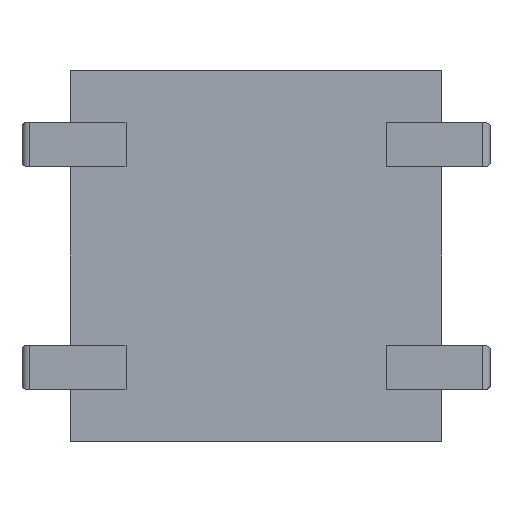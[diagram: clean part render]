
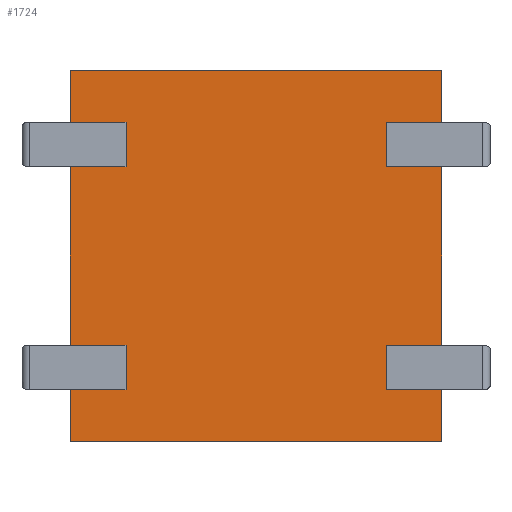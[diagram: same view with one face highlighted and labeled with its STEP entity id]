
A CAD part, front view. The second image highlights one B-rep face of the part: STEP entity #1724.
In plain terms, the highlighted planar face has unit normal (0, -1, 0).
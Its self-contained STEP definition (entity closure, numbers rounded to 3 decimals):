
#1=DIRECTION('',(1.,0.,0.));
#2=VECTOR('',#1,0.75);
#3=CARTESIAN_POINT('',(1.75,0.,1.8));
#4=LINE('',#3,#2);
#5=DIRECTION('',(0.,0.,1.));
#6=VECTOR('',#5,0.6);
#7=CARTESIAN_POINT('',(1.75,0.,1.2));
#8=LINE('',#7,#6);
#9=DIRECTION('',(1.,0.,0.));
#10=VECTOR('',#9,0.75);
#11=CARTESIAN_POINT('',(1.75,0.,1.2));
#12=LINE('',#11,#10);
#13=DIRECTION('',(0.,0.,-1.));
#14=VECTOR('',#13,2.4);
#15=CARTESIAN_POINT('',(2.5,0.,1.2));
#16=LINE('',#15,#14);
#17=DIRECTION('',(1.,0.,0.));
#18=VECTOR('',#17,0.75);
#19=CARTESIAN_POINT('',(1.75,0.,-1.2));
#20=LINE('',#19,#18);
#21=DIRECTION('',(0.,0.,1.));
#22=VECTOR('',#21,0.6);
#23=CARTESIAN_POINT('',(1.75,0.,-1.8));
#24=LINE('',#23,#22);
#25=DIRECTION('',(1.,0.,0.));
#26=VECTOR('',#25,0.75);
#27=CARTESIAN_POINT('',(1.75,0.,-1.8));
#28=LINE('',#27,#26);
#29=DIRECTION('',(0.,0.,-1.));
#30=VECTOR('',#29,0.7);
#31=CARTESIAN_POINT('',(2.5,0.,-1.8));
#32=LINE('',#31,#30);
#33=DIRECTION('',(-1.,0.,0.));
#34=VECTOR('',#33,5.);
#35=CARTESIAN_POINT('',(2.5,0.,-2.5));
#36=LINE('',#35,#34);
#37=DIRECTION('',(0.,0.,1.));
#38=VECTOR('',#37,0.7);
#39=CARTESIAN_POINT('',(-2.5,0.,-2.5));
#40=LINE('',#39,#38);
#41=DIRECTION('',(1.,0.,0.));
#42=VECTOR('',#41,0.75);
#43=CARTESIAN_POINT('',(-2.5,0.,-1.8));
#44=LINE('',#43,#42);
#45=DIRECTION('',(1.,0.,0.));
#46=VECTOR('',#45,0.75);
#47=CARTESIAN_POINT('',(-2.5,0.,-1.2));
#48=LINE('',#47,#46);
#49=DIRECTION('',(0.,0.,1.));
#50=VECTOR('',#49,2.4);
#51=CARTESIAN_POINT('',(-2.5,0.,-1.2));
#52=LINE('',#51,#50);
#53=DIRECTION('',(1.,0.,0.));
#54=VECTOR('',#53,0.75);
#55=CARTESIAN_POINT('',(-2.5,0.,1.2));
#56=LINE('',#55,#54);
#57=DIRECTION('',(1.,0.,0.));
#58=VECTOR('',#57,0.75);
#59=CARTESIAN_POINT('',(-2.5,0.,1.8));
#60=LINE('',#59,#58);
#61=DIRECTION('',(0.,0.,1.));
#62=VECTOR('',#61,0.7);
#63=CARTESIAN_POINT('',(-2.5,0.,1.8));
#64=LINE('',#63,#62);
#65=DIRECTION('',(1.,0.,0.));
#66=VECTOR('',#65,5.);
#67=CARTESIAN_POINT('',(-2.5,0.,2.5));
#68=LINE('',#67,#66);
#69=DIRECTION('',(0.,0.,-1.));
#70=VECTOR('',#69,0.7);
#71=CARTESIAN_POINT('',(2.5,0.,2.5));
#72=LINE('',#71,#70);
#255=DIRECTION('',(0.,0.,1.));
#256=VECTOR('',#255,0.6);
#257=CARTESIAN_POINT('',(-1.75,0.,-1.8));
#258=LINE('',#257,#256);
#259=DIRECTION('',(0.,0.,1.));
#260=VECTOR('',#259,0.6);
#261=CARTESIAN_POINT('',(-1.75,0.,1.2));
#262=LINE('',#261,#260);
#1293=CARTESIAN_POINT('',(-2.5,0.,2.5));
#1294=CARTESIAN_POINT('',(2.5,0.,2.5));
#1295=VERTEX_POINT('',#1293);
#1296=VERTEX_POINT('',#1294);
#1297=CARTESIAN_POINT('',(2.5,0.,-2.5));
#1298=CARTESIAN_POINT('',(-2.5,0.,-2.5));
#1299=VERTEX_POINT('',#1297);
#1300=VERTEX_POINT('',#1298);
#1317=CARTESIAN_POINT('',(-2.5,0.,-1.2));
#1319=VERTEX_POINT('',#1317);
#1321=CARTESIAN_POINT('',(-2.5,0.,-1.8));
#1323=VERTEX_POINT('',#1321);
#1329=CARTESIAN_POINT('',(-2.5,0.,1.8));
#1330=VERTEX_POINT('',#1329);
#1331=CARTESIAN_POINT('',(-2.5,0.,1.2));
#1332=VERTEX_POINT('',#1331);
#1333=CARTESIAN_POINT('',(2.5,0.,-1.2));
#1335=VERTEX_POINT('',#1333);
#1337=CARTESIAN_POINT('',(2.5,0.,-1.8));
#1339=VERTEX_POINT('',#1337);
#1345=CARTESIAN_POINT('',(2.5,0.,1.8));
#1346=VERTEX_POINT('',#1345);
#1347=CARTESIAN_POINT('',(2.5,0.,1.2));
#1348=VERTEX_POINT('',#1347);
#1366=CARTESIAN_POINT('',(-1.75,0.,-1.2));
#1368=VERTEX_POINT('',#1366);
#1370=CARTESIAN_POINT('',(1.75,0.,-1.2));
#1372=VERTEX_POINT('',#1370);
#1374=CARTESIAN_POINT('',(-1.75,0.,-1.8));
#1376=VERTEX_POINT('',#1374);
#1378=CARTESIAN_POINT('',(1.75,0.,-1.8));
#1380=VERTEX_POINT('',#1378);
#1382=CARTESIAN_POINT('',(-1.75,0.,1.8));
#1384=VERTEX_POINT('',#1382);
#1386=CARTESIAN_POINT('',(1.75,0.,1.8));
#1388=VERTEX_POINT('',#1386);
#1390=CARTESIAN_POINT('',(-1.75,0.,1.2));
#1392=VERTEX_POINT('',#1390);
#1394=CARTESIAN_POINT('',(1.75,0.,1.2));
#1396=VERTEX_POINT('',#1394);
#1677=CARTESIAN_POINT('',(0.,0.,0.));
#1678=DIRECTION('',(0.,1.,0.));
#1679=DIRECTION('',(1.,0.,0.));
#1680=AXIS2_PLACEMENT_3D('',#1677,#1678,#1679);
#1681=PLANE('',#1680);
#1683=ORIENTED_EDGE('',*,*,#1682,.F.);
#1685=ORIENTED_EDGE('',*,*,#1684,.F.);
#1687=ORIENTED_EDGE('',*,*,#1686,.T.);
#1689=ORIENTED_EDGE('',*,*,#1688,.T.);
#1691=ORIENTED_EDGE('',*,*,#1690,.F.);
#1693=ORIENTED_EDGE('',*,*,#1692,.F.);
#1695=ORIENTED_EDGE('',*,*,#1694,.T.);
#1697=ORIENTED_EDGE('',*,*,#1696,.T.);
#1699=ORIENTED_EDGE('',*,*,#1698,.T.);
#1701=ORIENTED_EDGE('',*,*,#1700,.T.);
#1703=ORIENTED_EDGE('',*,*,#1702,.T.);
#1705=ORIENTED_EDGE('',*,*,#1704,.T.);
#1707=ORIENTED_EDGE('',*,*,#1706,.F.);
#1709=ORIENTED_EDGE('',*,*,#1708,.T.);
#1711=ORIENTED_EDGE('',*,*,#1710,.T.);
#1713=ORIENTED_EDGE('',*,*,#1712,.T.);
#1715=ORIENTED_EDGE('',*,*,#1714,.F.);
#1717=ORIENTED_EDGE('',*,*,#1716,.T.);
#1719=ORIENTED_EDGE('',*,*,#1718,.T.);
#1721=ORIENTED_EDGE('',*,*,#1720,.T.);
#1722=EDGE_LOOP('',(#1683,#1685,#1687,#1689,#1691,#1693,#1695,#1697,#1699,#1701,
#1703,#1705,#1707,#1709,#1711,#1713,#1715,#1717,#1719,#1721));
#1723=FACE_OUTER_BOUND('',#1722,.F.);
#1682=EDGE_CURVE('',#1388,#1346,#4,.T.);
#1684=EDGE_CURVE('',#1396,#1388,#8,.T.);
#1686=EDGE_CURVE('',#1396,#1348,#12,.T.);
#1688=EDGE_CURVE('',#1348,#1335,#16,.T.);
#1690=EDGE_CURVE('',#1372,#1335,#20,.T.);
#1692=EDGE_CURVE('',#1380,#1372,#24,.T.);
#1694=EDGE_CURVE('',#1380,#1339,#28,.T.);
#1696=EDGE_CURVE('',#1339,#1299,#32,.T.);
#1698=EDGE_CURVE('',#1299,#1300,#36,.T.);
#1700=EDGE_CURVE('',#1300,#1323,#40,.T.);
#1702=EDGE_CURVE('',#1323,#1376,#44,.T.);
#1704=EDGE_CURVE('',#1376,#1368,#258,.T.);
#1706=EDGE_CURVE('',#1319,#1368,#48,.T.);
#1708=EDGE_CURVE('',#1319,#1332,#52,.T.);
#1710=EDGE_CURVE('',#1332,#1392,#56,.T.);
#1712=EDGE_CURVE('',#1392,#1384,#262,.T.);
#1714=EDGE_CURVE('',#1330,#1384,#60,.T.);
#1716=EDGE_CURVE('',#1330,#1295,#64,.T.);
#1718=EDGE_CURVE('',#1295,#1296,#68,.T.);
#1720=EDGE_CURVE('',#1296,#1346,#72,.T.);
#1724=ADVANCED_FACE('',(#1723),#1681,.F.);
